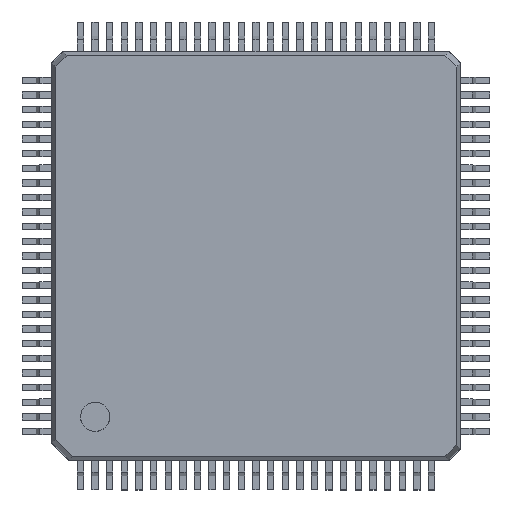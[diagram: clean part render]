
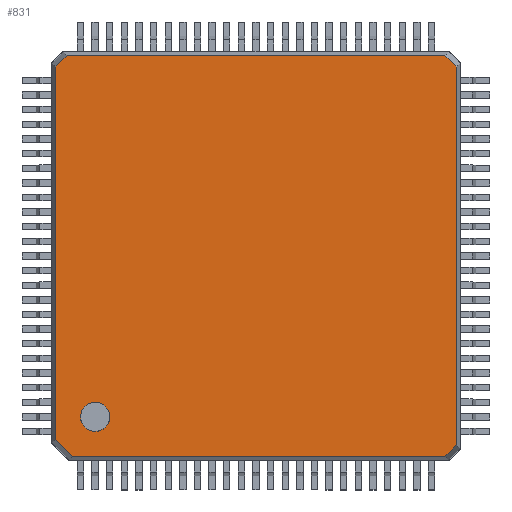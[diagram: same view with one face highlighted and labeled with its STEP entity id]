
A CAD part, top view. The second image highlights one B-rep face of the part: STEP entity #831.
In plain terms, the highlighted free-form (B-spline) face has degree [1, 1] with [2, 2] control points.
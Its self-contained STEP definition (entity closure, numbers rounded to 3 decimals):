
#660 = VERTEX_POINT('',#661);
#661 = CARTESIAN_POINT('',(-6.85,-6.263,1.3));
#668 = VERTEX_POINT('',#669);
#669 = CARTESIAN_POINT('',(-6.85,6.459,1.3));
#674 = EDGE_CURVE('',#660,#668,#675,.T.);
#675 = B_SPLINE_CURVE_WITH_KNOTS('',1,(#676,#677),.UNSPECIFIED.,.F.,.F.,
  (2,2),(0.,13.),.PIECEWISE_BEZIER_KNOTS.);
#676 = CARTESIAN_POINT('',(-6.85,-6.263,1.3));
#677 = CARTESIAN_POINT('',(-6.85,6.459,1.3));
#690 = VERTEX_POINT('',#691);
#691 = CARTESIAN_POINT('',(-6.459,6.85,1.3));
#696 = EDGE_CURVE('',#668,#690,#697,.T.);
#697 = B_SPLINE_CURVE_WITH_KNOTS('',1,(#698,#699),.UNSPECIFIED.,.F.,.F.,
  (2,2),(0.,0.566),.PIECEWISE_BEZIER_KNOTS.);
#698 = CARTESIAN_POINT('',(-6.85,6.459,1.3));
#699 = CARTESIAN_POINT('',(-6.459,6.85,1.3));
#712 = VERTEX_POINT('',#713);
#713 = CARTESIAN_POINT('',(6.459,6.85,1.3));
#718 = EDGE_CURVE('',#690,#712,#719,.T.);
#719 = B_SPLINE_CURVE_WITH_KNOTS('',1,(#720,#721),.UNSPECIFIED.,.F.,.F.,
  (2,2),(0.,13.2),.PIECEWISE_BEZIER_KNOTS.);
#720 = CARTESIAN_POINT('',(-6.459,6.85,1.3));
#721 = CARTESIAN_POINT('',(6.459,6.85,1.3));
#734 = VERTEX_POINT('',#735);
#735 = CARTESIAN_POINT('',(6.85,6.459,1.3));
#740 = EDGE_CURVE('',#712,#734,#741,.T.);
#741 = B_SPLINE_CURVE_WITH_KNOTS('',1,(#742,#743),.UNSPECIFIED.,.F.,.F.,
  (2,2),(0.,0.566),.PIECEWISE_BEZIER_KNOTS.);
#742 = CARTESIAN_POINT('',(6.459,6.85,1.3));
#743 = CARTESIAN_POINT('',(6.85,6.459,1.3));
#756 = VERTEX_POINT('',#757);
#757 = CARTESIAN_POINT('',(6.85,-6.459,1.3));
#762 = EDGE_CURVE('',#734,#756,#763,.T.);
#763 = B_SPLINE_CURVE_WITH_KNOTS('',1,(#764,#765),.UNSPECIFIED.,.F.,.F.,
  (2,2),(0.,13.2),.PIECEWISE_BEZIER_KNOTS.);
#764 = CARTESIAN_POINT('',(6.85,6.459,1.3));
#765 = CARTESIAN_POINT('',(6.85,-6.459,1.3));
#778 = VERTEX_POINT('',#779);
#779 = CARTESIAN_POINT('',(6.459,-6.85,1.3));
#784 = EDGE_CURVE('',#756,#778,#785,.T.);
#785 = B_SPLINE_CURVE_WITH_KNOTS('',1,(#786,#787),.UNSPECIFIED.,.F.,.F.,
  (2,2),(6.,7.),.PIECEWISE_BEZIER_KNOTS.);
#786 = CARTESIAN_POINT('',(6.85,-6.459,1.3));
#787 = CARTESIAN_POINT('',(6.459,-6.85,1.3));
#800 = VERTEX_POINT('',#801);
#801 = CARTESIAN_POINT('',(-6.263,-6.85,1.3));
#806 = EDGE_CURVE('',#778,#800,#807,.T.);
#807 = B_SPLINE_CURVE_WITH_KNOTS('',1,(#808,#809),.UNSPECIFIED.,.F.,.F.,
  (2,2),(0.,13.),.PIECEWISE_BEZIER_KNOTS.);
#808 = CARTESIAN_POINT('',(6.459,-6.85,1.3));
#809 = CARTESIAN_POINT('',(-6.263,-6.85,1.3));
#822 = EDGE_CURVE('',#800,#660,#823,.T.);
#823 = B_SPLINE_CURVE_WITH_KNOTS('',1,(#824,#825),.UNSPECIFIED.,.F.,.F.,
  (2,2),(0.,1.),.PIECEWISE_BEZIER_KNOTS.);
#824 = CARTESIAN_POINT('',(-6.263,-6.85,1.3));
#825 = CARTESIAN_POINT('',(-6.85,-6.263,1.3));
#831 = ADVANCED_FACE('',(#832,#842),#901,.F.);
#832 = FACE_BOUND('',#833,.F.);
#833 = EDGE_LOOP('',(#834,#835,#836,#837,#838,#839,#840,#841));
#834 = ORIENTED_EDGE('',*,*,#822,.T.);
#835 = ORIENTED_EDGE('',*,*,#674,.T.);
#836 = ORIENTED_EDGE('',*,*,#696,.T.);
#837 = ORIENTED_EDGE('',*,*,#718,.T.);
#838 = ORIENTED_EDGE('',*,*,#740,.T.);
#839 = ORIENTED_EDGE('',*,*,#762,.T.);
#840 = ORIENTED_EDGE('',*,*,#784,.T.);
#841 = ORIENTED_EDGE('',*,*,#806,.T.);
#842 = FACE_BOUND('',#843,.F.);
#843 = EDGE_LOOP('',(#844,#868));
#844 = ORIENTED_EDGE('',*,*,#845,.T.);
#845 = EDGE_CURVE('',#846,#848,#850,.T.);
#846 = VERTEX_POINT('',#847);
#847 = CARTESIAN_POINT('',(-5.,-5.5,1.3));
#848 = VERTEX_POINT('',#849);
#849 = CARTESIAN_POINT('',(-5.854,-5.147,1.3));
#850 = B_SPLINE_CURVE_WITH_KNOTS('',6,(#851,#852,#853,#854,#855,#856,
    #857,#858,#859,#860,#861,#862,#863,#864,#865,#866,#867),
  .UNSPECIFIED.,.F.,.F.,(7,5,5,7),(0.,0.344,0.687,1.),
  .UNSPECIFIED.);
#851 = CARTESIAN_POINT('',(-5.,-5.5,1.3));
#852 = CARTESIAN_POINT('',(-5.,-5.432,1.3));
#853 = CARTESIAN_POINT('',(-5.011,-5.365,1.3));
#854 = CARTESIAN_POINT('',(-5.033,-5.299,1.3));
#855 = CARTESIAN_POINT('',(-5.065,-5.239,1.3));
#856 = CARTESIAN_POINT('',(-5.107,-5.184,1.3));
#857 = CARTESIAN_POINT('',(-5.205,-5.091,1.3));
#858 = CARTESIAN_POINT('',(-5.261,-5.053,1.3));
#859 = CARTESIAN_POINT('',(-5.323,-5.023,1.3));
#860 = CARTESIAN_POINT('',(-5.389,-5.005,1.3));
#861 = CARTESIAN_POINT('',(-5.457,-4.997,1.3));
#862 = CARTESIAN_POINT('',(-5.586,-5.004,1.3));
#863 = CARTESIAN_POINT('',(-5.647,-5.016,1.3));
#864 = CARTESIAN_POINT('',(-5.705,-5.037,1.3));
#865 = CARTESIAN_POINT('',(-5.76,-5.066,1.3));
#866 = CARTESIAN_POINT('',(-5.81,-5.103,1.3));
#867 = CARTESIAN_POINT('',(-5.854,-5.147,1.3));
#868 = ORIENTED_EDGE('',*,*,#869,.T.);
#869 = EDGE_CURVE('',#848,#846,#870,.T.);
#870 = B_SPLINE_CURVE_WITH_KNOTS('',8,(#871,#872,#873,#874,#875,#876,
    #877,#878,#879,#880,#881,#882,#883,#884,#885,#886,#887,#888,#889,
    #890,#891,#892,#893,#894,#895,#896,#897,#898,#899,#900),
  .UNSPECIFIED.,.F.,.F.,(9,7,7,7,9),(0.,0.206,0.401,
    0.603,1.),.UNSPECIFIED.);
#871 = CARTESIAN_POINT('',(-5.854,-5.147,1.3));
#872 = CARTESIAN_POINT('',(-5.889,-5.182,1.3));
#873 = CARTESIAN_POINT('',(-5.921,-5.222,1.3));
#874 = CARTESIAN_POINT('',(-5.948,-5.266,1.3));
#875 = CARTESIAN_POINT('',(-5.97,-5.312,1.3));
#876 = CARTESIAN_POINT('',(-5.986,-5.361,1.3));
#877 = CARTESIAN_POINT('',(-5.997,-5.411,1.3));
#878 = CARTESIAN_POINT('',(-6.001,-5.462,1.3));
#879 = CARTESIAN_POINT('',(-5.999,-5.56,1.3));
#880 = CARTESIAN_POINT('',(-5.992,-5.608,1.3));
#881 = CARTESIAN_POINT('',(-5.981,-5.654,1.3));
#882 = CARTESIAN_POINT('',(-5.964,-5.7,1.3));
#883 = CARTESIAN_POINT('',(-5.943,-5.743,1.3));
#884 = CARTESIAN_POINT('',(-5.917,-5.783,1.3));
#885 = CARTESIAN_POINT('',(-5.887,-5.821,1.3));
#886 = CARTESIAN_POINT('',(-5.818,-5.889,1.3));
#887 = CARTESIAN_POINT('',(-5.779,-5.92,1.3));
#888 = CARTESIAN_POINT('',(-5.736,-5.947,1.3));
#889 = CARTESIAN_POINT('',(-5.691,-5.968,1.3));
#890 = CARTESIAN_POINT('',(-5.643,-5.985,1.3));
#891 = CARTESIAN_POINT('',(-5.594,-5.995,1.3));
#892 = CARTESIAN_POINT('',(-5.544,-6.001,1.3));
#893 = CARTESIAN_POINT('',(-5.397,-5.999,1.3));
#894 = CARTESIAN_POINT('',(-5.3,-5.976,1.3));
#895 = CARTESIAN_POINT('',(-5.208,-5.932,1.3));
#896 = CARTESIAN_POINT('',(-5.129,-5.867,1.3));
#897 = CARTESIAN_POINT('',(-5.065,-5.787,1.3));
#898 = CARTESIAN_POINT('',(-5.022,-5.695,1.3));
#899 = CARTESIAN_POINT('',(-5.,-5.597,1.3));
#900 = CARTESIAN_POINT('',(-5.,-5.5,1.3));
#901 = B_SPLINE_SURFACE_WITH_KNOTS('',1,1,(
    (#902,#903)
    ,(#904,#905
    )),.UNSPECIFIED.,.F.,.F.,.F.,(2,2),(2,2),(-6.984,
    7.016),(-7.016,6.984),
  .PIECEWISE_BEZIER_KNOTS.);
#902 = CARTESIAN_POINT('',(6.85,-6.85,1.3));
#903 = CARTESIAN_POINT('',(6.85,6.85,1.3));
#904 = CARTESIAN_POINT('',(-6.85,-6.85,1.3));
#905 = CARTESIAN_POINT('',(-6.85,6.85,1.3));
